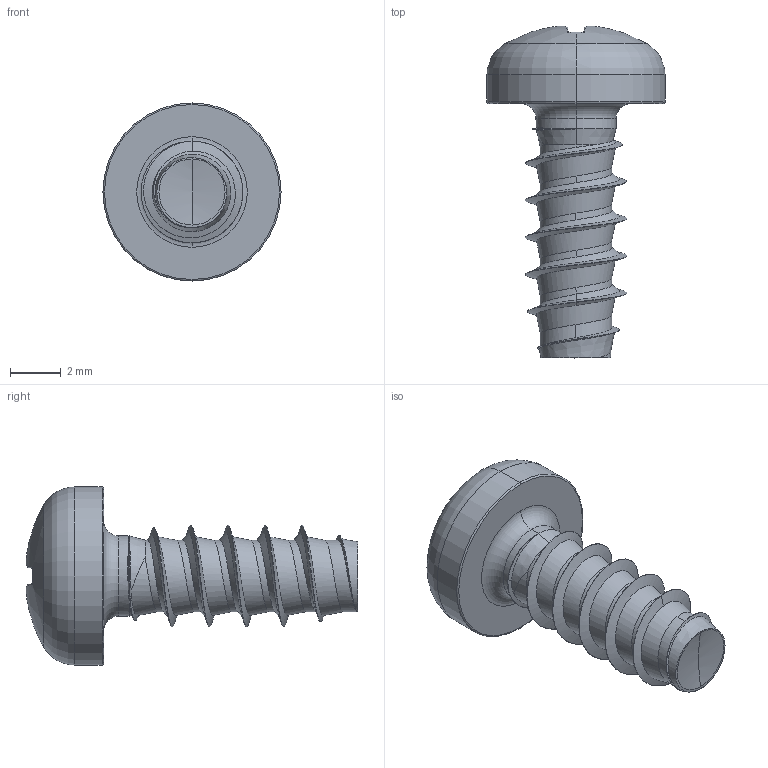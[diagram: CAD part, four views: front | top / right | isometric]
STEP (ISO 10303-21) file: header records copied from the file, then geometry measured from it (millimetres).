
FILE_DESCRIPTION (( 'STEP AP203' ), '1' );
FILE_NAME ('STP320400100.STEP', '2017-08-15T14:29:12', ( '' ), ( '' ), 'SwSTEP 2.0', 'SolidWorks 2015', '' );
FILE_SCHEMA (( 'CONFIG_CONTROL_DESIGN' ));
Length unit declared in the file: millimetre
Products named in the file (1): STP320400100
Bounding box: 7 x 13.05 x 7 mm (x, y, z)
Volume: 161.1 mm3; surface area: 269.4 mm2
Topology: 1 solids, 1 shells, 176 faces, 397 edges, 223 vertices
Faces by surface type: bspline 51, cylinder 38, torus 28, sphere 28, plane 22, cone 9
Entity records: 17101 total; most frequent: CARTESIAN_POINT 13472, ORIENTED_EDGE 790, DIRECTION 703, EDGE_CURVE 395, AXIS2_PLACEMENT_3D 316, VERTEX_POINT 223, CIRCLE 190, EDGE_LOOP 178
